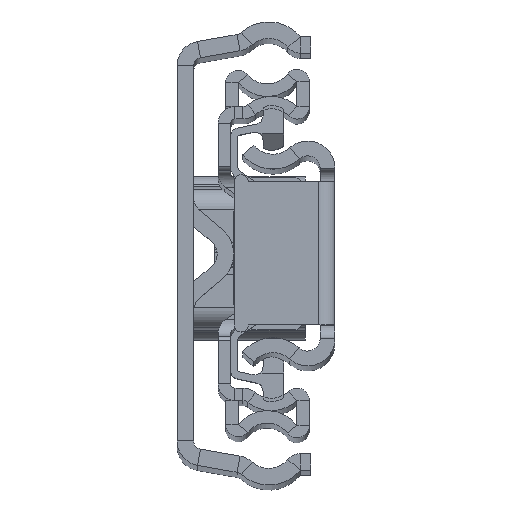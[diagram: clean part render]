
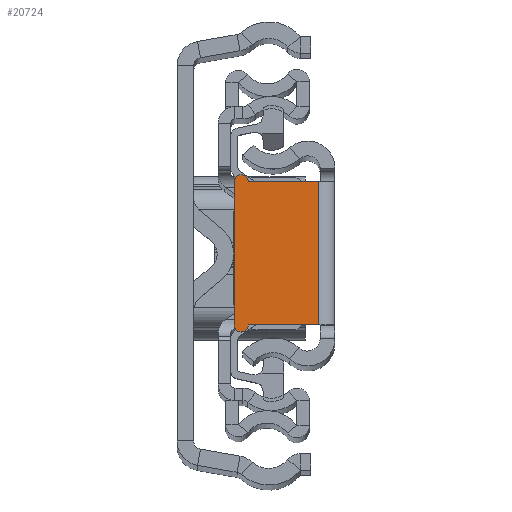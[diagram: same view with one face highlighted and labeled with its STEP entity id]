
A CAD part, top view. The second image highlights one B-rep face of the part: STEP entity #20724.
In plain terms, the highlighted planar face has unit normal (0, 0, 1).
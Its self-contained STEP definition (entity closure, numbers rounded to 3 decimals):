
#212 = DIRECTION ( 'NONE',  ( 0., 1., 0. ) ) ;
#232 = CIRCLE ( 'NONE', #5138, 0.85 ) ;
#491 = DIRECTION ( 'NONE',  ( 1., 0., 0. ) ) ;
#1370 = DIRECTION ( 'NONE',  ( 0., 0., 1. ) ) ;
#2383 = CARTESIAN_POINT ( 'NONE',  ( -10.5, -8.65, 0. ) ) ;
#2789 = CARTESIAN_POINT ( 'NONE',  ( -12.2, -8.65, 0. ) ) ;
#3125 = CARTESIAN_POINT ( 'NONE',  ( -10.5, 8.65, 0. ) ) ;
#3329 = EDGE_CURVE ( 'NONE', #19828, #11094, #20122, .T. ) ;
#4027 = EDGE_CURVE ( 'NONE', #4433, #14216, #32334, .T. ) ;
#4381 = VERTEX_POINT ( 'NONE', #2383 ) ;
#4433 = VERTEX_POINT ( 'NONE', #3125 ) ;
#4767 = DIRECTION ( 'NONE',  ( -1., 0., 0. ) ) ;
#5138 = AXIS2_PLACEMENT_3D ( 'NONE', #14042, #31222, #4767 ) ;
#5703 = VECTOR ( 'NONE', #14545, 1000. ) ;
#6664 = ORIENTED_EDGE ( 'NONE', *, *, #17527, .T. ) ;
#6775 = VECTOR ( 'NONE', #491, 1000. ) ;
#7179 = CARTESIAN_POINT ( 'NONE',  ( -12.2, 8.65, 0. ) ) ;
#9790 = EDGE_LOOP ( 'NONE', ( #29871, #29024, #24349, #6664, #26812, #29411 ) ) ;
#11094 = VERTEX_POINT ( 'NONE', #7179 ) ;
#13110 = DIRECTION ( 'NONE',  ( 1., 0., 0. ) ) ;
#14042 = CARTESIAN_POINT ( 'NONE',  ( -11.35, -8.65, 0. ) ) ;
#14216 = VERTEX_POINT ( 'NONE', #18594 ) ;
#14545 = DIRECTION ( 'NONE',  ( -1., 0., 0. ) ) ;
#15931 = VERTEX_POINT ( 'NONE', #25088 ) ;
#16017 = FACE_OUTER_BOUND ( 'NONE', #9790, .T. ) ;
#16018 = VECTOR ( 'NONE', #29171, 1000. ) ;
#16153 = AXIS2_PLACEMENT_3D ( 'NONE', #24105, #1370, #13110 ) ;
#17527 = EDGE_CURVE ( 'NONE', #15931, #14216, #23161, .T. ) ;
#18043 = CARTESIAN_POINT ( 'NONE',  ( -1.8, 8.65, 0. ) ) ;
#18594 = CARTESIAN_POINT ( 'NONE',  ( -2., 8.65, 0. ) ) ;
#19828 = VERTEX_POINT ( 'NONE', #26278 ) ;
#20122 = LINE ( 'NONE', #31895, #16018 ) ;
#20397 = CARTESIAN_POINT ( 'NONE',  ( -11.35, 8.65, 0. ) ) ;
#20585 = DIRECTION ( 'NONE',  ( 0., 0., 1. ) ) ;
#20724 = ADVANCED_FACE ( 'NONE', ( #16017 ), #27769, .T. ) ;
#22860 = EDGE_CURVE ( 'NONE', #15931, #4381, #35413, .T. ) ;
#23161 = LINE ( 'NONE', #34945, #26688 ) ;
#23556 = EDGE_CURVE ( 'NONE', #19828, #4381, #232, .T. ) ;
#24105 = CARTESIAN_POINT ( 'NONE',  ( 0., 0., 0. ) ) ;
#24349 = ORIENTED_EDGE ( 'NONE', *, *, #22860, .F. ) ;
#25088 = CARTESIAN_POINT ( 'NONE',  ( -2., -8.65, 0. ) ) ;
#26278 = CARTESIAN_POINT ( 'NONE',  ( -12.2, -8.65, 0. ) ) ;
#26688 = VECTOR ( 'NONE', #212, 1000. ) ;
#26812 = ORIENTED_EDGE ( 'NONE', *, *, #4027, .F. ) ;
#27769 = PLANE ( 'NONE',  #16153 ) ;
#29024 = ORIENTED_EDGE ( 'NONE', *, *, #23556, .T. ) ;
#29171 = DIRECTION ( 'NONE',  ( 0., 1., 0. ) ) ;
#29411 = ORIENTED_EDGE ( 'NONE', *, *, #37604, .T. ) ;
#29871 = ORIENTED_EDGE ( 'NONE', *, *, #3329, .F. ) ;
#31222 = DIRECTION ( 'NONE',  ( 0., 0., 1. ) ) ;
#31707 = CIRCLE ( 'NONE', #34804, 0.85 ) ;
#31895 = CARTESIAN_POINT ( 'NONE',  ( -12.2, 8.65, 0. ) ) ;
#32172 = DIRECTION ( 'NONE',  ( 1., 0., 0. ) ) ;
#32334 = LINE ( 'NONE', #18043, #6775 ) ;
#34804 = AXIS2_PLACEMENT_3D ( 'NONE', #20397, #20585, #32172 ) ;
#34945 = CARTESIAN_POINT ( 'NONE',  ( -2., 0., 0. ) ) ;
#35413 = LINE ( 'NONE', #2789, #5703 ) ;
#37604 = EDGE_CURVE ( 'NONE', #4433, #11094, #31707, .T. ) ;
